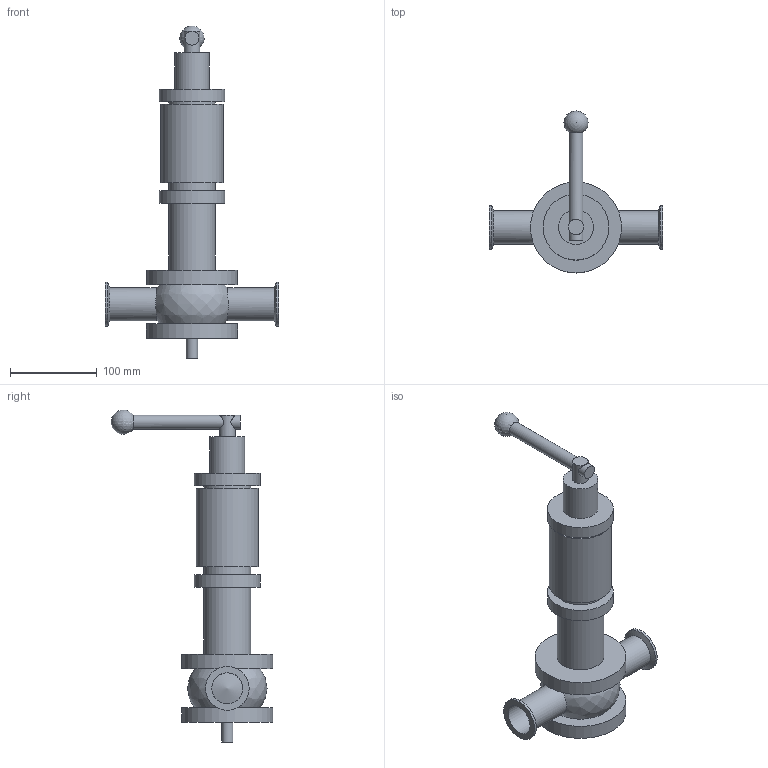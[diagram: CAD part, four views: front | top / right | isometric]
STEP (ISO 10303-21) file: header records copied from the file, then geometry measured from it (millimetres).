
FILE_DESCRIPTION(/* description */ (''),/* implementation_level */ '2;1');
FILE_NAME(/* name */ 'SVS2T06M_15_CXC.stp',/* time_stamp */ '2021-08-20T14:53:28+09:00',/* author */ ('nishioka'),/* organization */ (''),/* preprocessor_version */ 'ST-DEVELOPER v18.1',/* originating_system */ 'Autodesk Inventor 2021',/* authorisation */ '');
FILE_SCHEMA (('AUTOMOTIVE_DESIGN { 1 0 10303 214 3 1 1 }'));
Length unit declared in the file: millimetre
Products named in the file (1): SVS2T06M_15_CXC
Bounding box: 200 x 186.4 x 382.9 mm (x, y, z)
Volume: 1381017.5 mm3; surface area: 150507.7 mm2
Topology: 1 solids, 1 shells, 41 faces, 75 edges, 49 vertices
Faces by surface type: cylinder 19, plane 16, bspline 3, cone 2, sphere 1
Full cylindrical faces by diameter (mm): 13.157 x1, 16 x2, 18 x1, 35.7 x2, 38.1 x2, 40 x1, 50.5 x2, 54 x3, 72 x1, 76 x2, 105 x2
Entity records: 1320 total; most frequent: CARTESIAN_POINT 475, DIRECTION 173, ORIENTED_EDGE 146, AXIS2_PLACEMENT_3D 76, EDGE_CURVE 73, EDGE_LOOP 56, VERTEX_POINT 49, FACE_OUTER_BOUND 41
